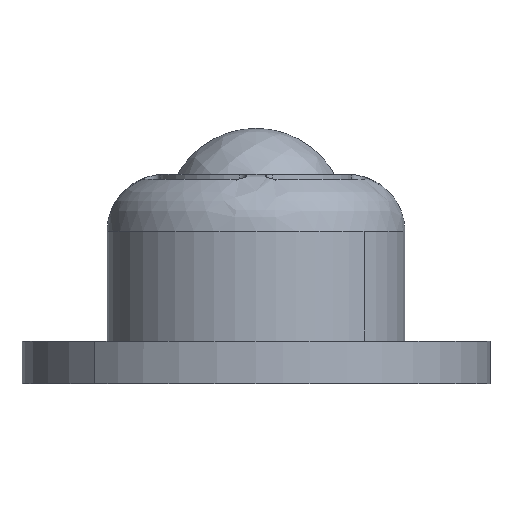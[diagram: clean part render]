
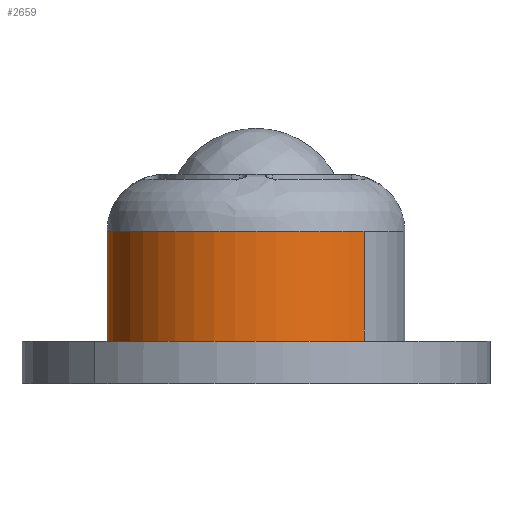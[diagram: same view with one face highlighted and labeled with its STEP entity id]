
A CAD part, front view. The second image highlights one B-rep face of the part: STEP entity #2659.
In plain terms, the highlighted free-form (B-spline) face has degree [2, 1] with [5, 2] control points.
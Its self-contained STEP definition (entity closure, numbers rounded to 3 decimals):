
#2321=CARTESIAN_POINT('',(-21.,0.,21.5));
#2322=VERTEX_POINT('',#2321);
#2376=CARTESIAN_POINT('',(-15.233,14.455,21.5));
#2377=VERTEX_POINT('',#2376);
#2389=CARTESIAN_POINT('',(-21.,0.,21.5));
#2390=CARTESIAN_POINT('',(-21.,0.913,21.5));
#2391=CARTESIAN_POINT('',(-20.875,2.823,21.5));
#2392=CARTESIAN_POINT('',(-20.3,5.637,21.5));
#2393=CARTESIAN_POINT('',(-19.367,8.265,21.5));
#2394=CARTESIAN_POINT('',(-17.827,11.308,21.5));
#2395=CARTESIAN_POINT('',(-16.348,13.281,21.5));
#2396=CARTESIAN_POINT('',(-15.233,14.455,21.5));
#2397=B_SPLINE_CURVE_WITH_KNOTS('',3,(#2389,#2390,#2391,#2392,#2393,#2394,#2395,#2396),.UNSPECIFIED.,.F.,.U.,(4,1,1,1,1,4),(0.,2.74,5.73,8.595,11.086,15.944),.UNSPECIFIED.);
#2398=EDGE_CURVE('',#2322,#2377,#2397,.T.);
#2445=CARTESIAN_POINT('',(0.,-21.,21.5));
#2446=VERTEX_POINT('',#2445);
#2447=CARTESIAN_POINT('',(0.,-21.,21.5));
#2448=CARTESIAN_POINT('',(-0.988,-21.,21.5));
#2449=CARTESIAN_POINT('',(-2.878,-20.866,21.5));
#2450=CARTESIAN_POINT('',(-5.322,-20.357,21.5));
#2451=CARTESIAN_POINT('',(-8.021,-19.483,21.5));
#2452=CARTESIAN_POINT('',(-10.701,-18.186,21.5));
#2453=CARTESIAN_POINT('',(-13.19,-16.41,21.5));
#2454=CARTESIAN_POINT('',(-15.249,-14.52,21.5));
#2455=CARTESIAN_POINT('',(-17.254,-12.153,21.5));
#2456=CARTESIAN_POINT('',(-18.892,-9.362,21.5));
#2457=CARTESIAN_POINT('',(-19.954,-6.682,21.5));
#2458=CARTESIAN_POINT('',(-20.759,-3.737,21.5));
#2459=CARTESIAN_POINT('',(-21.,-1.503,21.5));
#2460=CARTESIAN_POINT('',(-21.,0.,21.5));
#2461=B_SPLINE_CURVE_WITH_KNOTS('',3,(#2447,#2448,#2449,#2450,#2451,#2452,#2453,#2454,#2455,#2456,#2457,#2458,#2459,#2460),.UNSPECIFIED.,.F.,.U.,(4,1,1,1,1,1,1,1,1,1,1,4),(0.,2.964,5.67,7.474,11.468,14.561,16.622,19.844,23.838,26.286,28.477,32.987),.UNSPECIFIED.);
#2462=EDGE_CURVE('',#2446,#2322,#2461,.T.);
#2464=CARTESIAN_POINT('',(15.233,-14.455,21.5));
#2465=VERTEX_POINT('',#2464);
#2466=CARTESIAN_POINT('',(15.233,-14.455,21.5));
#2467=CARTESIAN_POINT('',(14.408,-15.325,21.5));
#2468=CARTESIAN_POINT('',(13.042,-16.537,21.5));
#2469=CARTESIAN_POINT('',(10.91,-17.984,21.5));
#2470=CARTESIAN_POINT('',(8.84,-19.108,21.5));
#2471=CARTESIAN_POINT('',(6.396,-20.068,21.5));
#2472=CARTESIAN_POINT('',(3.373,-20.81,21.5));
#2473=CARTESIAN_POINT('',(1.243,-21.,21.5));
#2474=CARTESIAN_POINT('',(0.,-21.,21.5));
#2475=B_SPLINE_CURVE_WITH_KNOTS('',3,(#2466,#2467,#2468,#2469,#2470,#2471,#2472,#2473,#2474),.UNSPECIFIED.,.F.,.U.,(4,1,1,1,1,1,4),(0.,3.595,5.459,7.723,10.652,13.315,17.043),.UNSPECIFIED.);
#2476=EDGE_CURVE('',#2465,#2446,#2475,.T.);
#2525=CARTESIAN_POINT('',(-15.233,14.455,6.));
#2526=VERTEX_POINT('',#2525);
#2541=CARTESIAN_POINT('',(-15.233,14.455,21.5));
#2542=CARTESIAN_POINT('',(-15.233,14.455,6.));
#2543=QUASI_UNIFORM_CURVE('',1,(#2541,#2542),.UNSPECIFIED.,.F.,.U.);
#2544=EDGE_CURVE('',#2377,#2526,#2543,.T.);
#2549=CARTESIAN_POINT('',(15.233,-14.455,6.));
#2550=VERTEX_POINT('',#2549);
#2551=CARTESIAN_POINT('',(15.233,-14.455,21.5));
#2552=CARTESIAN_POINT('',(15.233,-14.455,6.));
#2553=QUASI_UNIFORM_CURVE('',1,(#2551,#2552),.UNSPECIFIED.,.F.,.U.);
#2554=EDGE_CURVE('',#2465,#2550,#2553,.T.);
#2590=CARTESIAN_POINT('',(15.233,-14.455,21.887));
#2591=CARTESIAN_POINT('',(0.777,-29.688,21.887));
#2592=CARTESIAN_POINT('',(-14.455,-15.233,21.887));
#2593=CARTESIAN_POINT('',(-29.688,-0.777,21.887));
#2594=CARTESIAN_POINT('',(-15.233,14.455,21.887));
#2595=CARTESIAN_POINT('',(15.233,-14.455,5.603));
#2596=CARTESIAN_POINT('',(0.777,-29.688,5.603));
#2597=CARTESIAN_POINT('',(-14.455,-15.233,5.603));
#2598=CARTESIAN_POINT('',(-29.688,-0.777,5.603));
#2599=CARTESIAN_POINT('',(-15.233,14.455,5.603));
#2607=(BOUNDED_SURFACE()B_SPLINE_SURFACE(2,1,((#2590,#2595),(#2591,#2596),(#2592,#2597),(#2593,#2598),(#2594,#2599)),.UNSPECIFIED.,.F.,.F.,.U.)B_SPLINE_SURFACE_WITH_KNOTS((3,2,3),(2,2),(0.0,34.794,69.588),(0.0,16.285),.UNSPECIFIED.)GEOMETRIC_REPRESENTATION_ITEM()RATIONAL_B_SPLINE_SURFACE(((1.0,1.0),(0.707,0.707),(1.0,1.0),(0.707,0.707),(1.0,1.0)))REPRESENTATION_ITEM('')SURFACE());
#2608=CARTESIAN_POINT('',(-21.0,0.0,6.0));
#2609=VERTEX_POINT('',#2608);
#2610=CARTESIAN_POINT('',(-21.0,0.0,6.0));
#2611=CARTESIAN_POINT('',(-21.,1.038,6.));
#2612=CARTESIAN_POINT('',(-20.843,3.155,6.));
#2613=CARTESIAN_POINT('',(-20.173,6.078,6.));
#2614=CARTESIAN_POINT('',(-19.193,8.643,6.));
#2615=CARTESIAN_POINT('',(-17.705,11.478,6.));
#2616=CARTESIAN_POINT('',(-16.291,13.341,6.));
#2617=CARTESIAN_POINT('',(-15.233,14.455,6.));
#2618=B_SPLINE_CURVE_WITH_KNOTS('',3,(#2610,#2611,#2612,#2613,#2614,#2615,#2616,#2617),.UNSPECIFIED.,.F.,.U.,(4,1,1,1,1,4),(0.,3.114,6.353,8.968,11.335,15.944),.UNSPECIFIED.);
#2619=EDGE_CURVE('',#2609,#2526,#2618,.T.);
#2620=ORIENTED_EDGE('',*,*,#2619,.F.);
#2621=CARTESIAN_POINT('',(0.,-21.,6.0));
#2622=VERTEX_POINT('',#2621);
#2623=CARTESIAN_POINT('',(0.,-21.,6.0));
#2624=CARTESIAN_POINT('',(-1.16,-21.,6.));
#2625=CARTESIAN_POINT('',(-3.651,-20.793,6.));
#2626=CARTESIAN_POINT('',(-6.861,-19.937,6.));
#2627=CARTESIAN_POINT('',(-9.815,-18.638,6.));
#2628=CARTESIAN_POINT('',(-12.019,-17.289,6.));
#2629=CARTESIAN_POINT('',(-14.034,-15.677,6.));
#2630=CARTESIAN_POINT('',(-15.773,-13.948,6.));
#2631=CARTESIAN_POINT('',(-17.23,-12.081,6.));
#2632=CARTESIAN_POINT('',(-18.515,-9.995,6.));
#2633=CARTESIAN_POINT('',(-19.738,-7.431,6.));
#2634=CARTESIAN_POINT('',(-20.746,-3.994,6.));
#2635=CARTESIAN_POINT('',(-21.,-1.331,6.));
#2636=CARTESIAN_POINT('',(-21.0,0.0,6.0));
#2637=B_SPLINE_CURVE_WITH_KNOTS('',3,(#2623,#2624,#2625,#2626,#2627,#2628,#2629,#2630,#2631,#2632,#2633,#2634,#2635,#2636),.UNSPECIFIED.,.F.,.U.,(4,1,1,1,1,1,1,1,1,1,1,4),(0.,3.479,7.474,9.922,13.143,15.205,17.653,20.488,22.292,24.998,28.992,32.987),.UNSPECIFIED.);
#2638=EDGE_CURVE('',#2622,#2609,#2637,.T.);
#2639=ORIENTED_EDGE('',*,*,#2638,.F.);
#2640=CARTESIAN_POINT('',(15.233,-14.455,6.));
#2641=CARTESIAN_POINT('',(14.408,-15.325,6.));
#2642=CARTESIAN_POINT('',(12.609,-16.922,6.));
#2643=CARTESIAN_POINT('',(9.959,-18.564,6.));
#2644=CARTESIAN_POINT('',(7.482,-19.666,6.));
#2645=CARTESIAN_POINT('',(5.534,-20.291,6.));
#2646=CARTESIAN_POINT('',(3.018,-20.842,6.));
#2647=CARTESIAN_POINT('',(1.243,-21.,6.));
#2648=CARTESIAN_POINT('',(0.,-21.,6.0));
#2649=B_SPLINE_CURVE_WITH_KNOTS('',3,(#2640,#2641,#2642,#2643,#2644,#2645,#2646,#2647,#2648),.UNSPECIFIED.,.F.,.U.,(4,1,1,1,1,1,4),(0.,3.595,7.19,9.32,11.717,13.315,17.043),.UNSPECIFIED.);
#2650=EDGE_CURVE('',#2550,#2622,#2649,.T.);
#2651=ORIENTED_EDGE('',*,*,#2650,.F.);
#2652=ORIENTED_EDGE('',*,*,#2554,.F.);
#2653=ORIENTED_EDGE('',*,*,#2476,.T.);
#2654=ORIENTED_EDGE('',*,*,#2462,.T.);
#2655=ORIENTED_EDGE('',*,*,#2398,.T.);
#2656=ORIENTED_EDGE('',*,*,#2544,.T.);
#2657=EDGE_LOOP('',(#2620,#2639,#2651,#2652,#2653,#2654,#2655,#2656));
#2658=FACE_OUTER_BOUND('',#2657,.T.);
#2659=ADVANCED_FACE('',(#2658),#2607,.T.);
